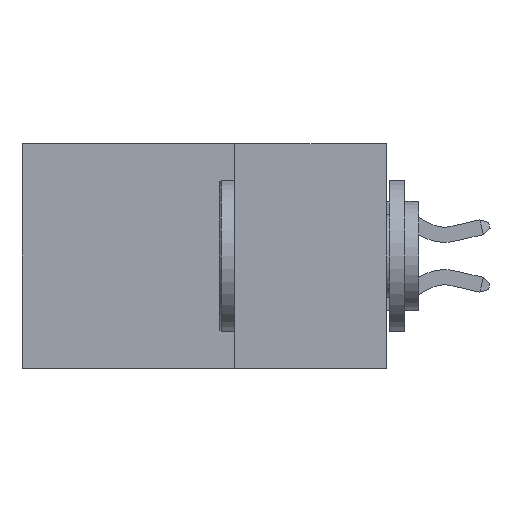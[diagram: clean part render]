
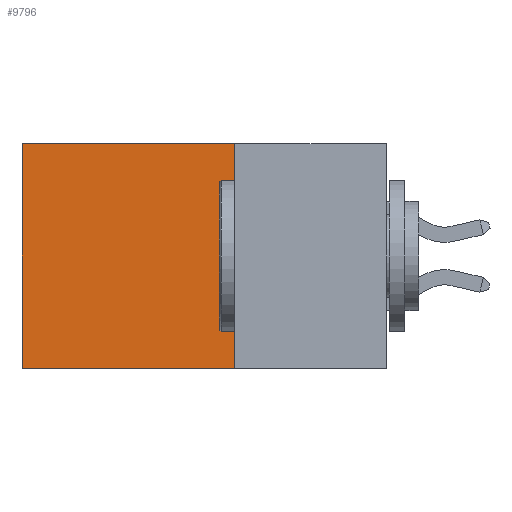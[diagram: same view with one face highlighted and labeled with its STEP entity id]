
A CAD part, left-side view. The second image highlights one B-rep face of the part: STEP entity #9796.
In plain terms, the highlighted planar face has unit normal (-1, 0, 0).
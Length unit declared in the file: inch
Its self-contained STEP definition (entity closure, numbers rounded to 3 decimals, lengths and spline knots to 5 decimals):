
#454 = LINE ( 'NONE', #10379, #6754 ) ;
#572 = CARTESIAN_POINT ( 'NONE',  ( 0.298, 0.25, -0.37 ) ) ;
#1052 = ORIENTED_EDGE ( 'NONE', *, *, #1946, .T. ) ;
#1732 = EDGE_CURVE ( 'NONE', #4082, #9691, #11469, .T. ) ;
#1946 = EDGE_CURVE ( 'NONE', #3652, #26322, #454, .T. ) ;
#3652 = VERTEX_POINT ( 'NONE', #17293 ) ;
#3801 = PLANE ( 'NONE',  #7150 ) ;
#4082 = VERTEX_POINT ( 'NONE', #572 ) ;
#4725 = CARTESIAN_POINT ( 'NONE',  ( 0.298, 0.25, 0. ) ) ;
#4883 = DIRECTION ( 'NONE',  ( 0., 0., -1. ) ) ;
#6754 = VECTOR ( 'NONE', #9121, 39.37008 ) ;
#6918 = EDGE_LOOP ( 'NONE', ( #8921, #7959, #12407, #1052 ) ) ;
#7150 = AXIS2_PLACEMENT_3D ( 'NONE', #23030, #25122, #12616 ) ;
#7959 = ORIENTED_EDGE ( 'NONE', *, *, #1732, .F. ) ;
#8109 = EDGE_CURVE ( 'NONE', #26322, #9691, #19247, .T. ) ;
#8921 = ORIENTED_EDGE ( 'NONE', *, *, #8109, .T. ) ;
#9121 = DIRECTION ( 'NONE',  ( 0., 1., 0. ) ) ;
#9691 = VERTEX_POINT ( 'NONE', #18478 ) ;
#9796 = ADVANCED_FACE ( 'NONE', ( #23670 ), #3801, .F. ) ;
#9917 = CARTESIAN_POINT ( 'NONE',  ( 0.298, 0.6, 0. ) ) ;
#10054 = VECTOR ( 'NONE', #19716, 39.37008 ) ;
#10379 = CARTESIAN_POINT ( 'NONE',  ( 0.298, 0.25, 0. ) ) ;
#11463 = EDGE_CURVE ( 'NONE', #3652, #4082, #19982, .T. ) ;
#11469 = LINE ( 'NONE', #17137, #22024 ) ;
#12407 = ORIENTED_EDGE ( 'NONE', *, *, #11463, .F. ) ;
#12616 = DIRECTION ( 'NONE',  ( 0., 0., -1. ) ) ;
#13665 = VECTOR ( 'NONE', #4883, 39.37008 ) ;
#17137 = CARTESIAN_POINT ( 'NONE',  ( 0.298, 0.25, -0.37 ) ) ;
#17293 = CARTESIAN_POINT ( 'NONE',  ( 0.298, 0.25, 0. ) ) ;
#17671 = CARTESIAN_POINT ( 'NONE',  ( 0.298, 0.6, 0. ) ) ;
#18478 = CARTESIAN_POINT ( 'NONE',  ( 0.298, 0.6, -0.37 ) ) ;
#19247 = LINE ( 'NONE', #17671, #13665 ) ;
#19292 = DIRECTION ( 'NONE',  ( 0., 1., 0. ) ) ;
#19716 = DIRECTION ( 'NONE',  ( 0., 0., -1. ) ) ;
#19982 = LINE ( 'NONE', #4725, #10054 ) ;
#22024 = VECTOR ( 'NONE', #19292, 39.37008 ) ;
#23030 = CARTESIAN_POINT ( 'NONE',  ( 0.298, 0.25, 0. ) ) ;
#23670 = FACE_OUTER_BOUND ( 'NONE', #6918, .T. ) ;
#25122 = DIRECTION ( 'NONE',  ( 1., 0., 0. ) ) ;
#26322 = VERTEX_POINT ( 'NONE', #9917 ) ;
